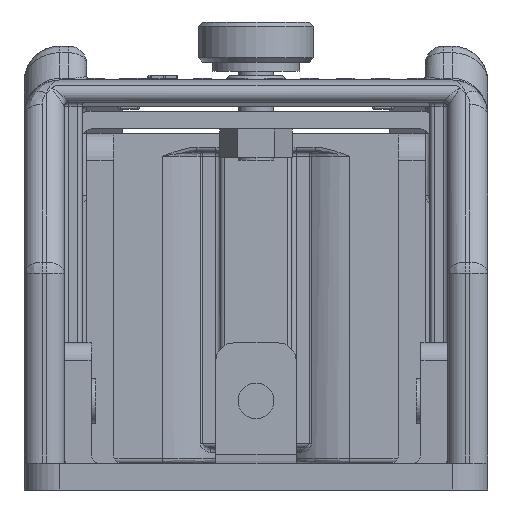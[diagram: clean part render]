
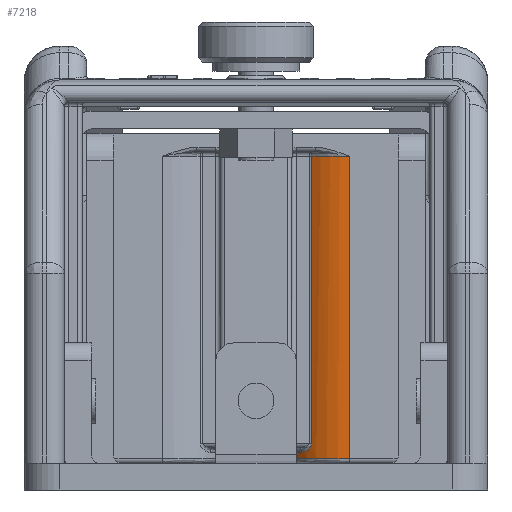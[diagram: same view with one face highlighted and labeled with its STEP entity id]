
A CAD part, front view. The second image highlights one B-rep face of the part: STEP entity #7218.
In plain terms, the highlighted cylindrical face has radius 7.5 mm (diameter 15 mm), a partial arc.
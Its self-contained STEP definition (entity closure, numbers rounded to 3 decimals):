
#1020 = CARTESIAN_POINT ( 'NONE',  ( 5.537, -13.723, 4.332 ) ) ;
#1854 = CARTESIAN_POINT ( 'NONE',  ( 5.509, -13.698, 4.321 ) ) ;
#2146 = CARTESIAN_POINT ( 'NONE',  ( 6.207, -14.249, 4.965 ) ) ;
#2613 = CARTESIAN_POINT ( 'NONE',  ( 3., -8.1, 3.5 ) ) ;
#4734 = VECTOR ( 'NONE', #45821, 1000. ) ;
#5207 = CARTESIAN_POINT ( 'NONE',  ( 5.144, -13.35, 4.25 ) ) ;
#7218 = ADVANCED_FACE ( 'NONE', ( #7265 ), #24276, .T. ) ;
#7265 = FACE_OUTER_BOUND ( 'NONE', #50456, .T. ) ;
#9941 = CARTESIAN_POINT ( 'NONE',  ( 5.707, -13.869, 4.415 ) ) ;
#10058 = CIRCLE ( 'NONE', #53748, 7.5 ) ;
#12113 = AXIS2_PLACEMENT_3D ( 'NONE', #35251, #53380, #23202 ) ;
#12437 = DIRECTION ( 'NONE',  ( 0., 0., 1. ) ) ;
#13792 = VERTEX_POINT ( 'NONE', #30476 ) ;
#14151 = VECTOR ( 'NONE', #37655, 1000. ) ;
#14688 = CARTESIAN_POINT ( 'NONE',  ( 6.024, -14.118, 4.673 ) ) ;
#14963 = CARTESIAN_POINT ( 'NONE',  ( 6.135, -14.199, 4.825 ) ) ;
#15907 = DIRECTION ( 'NONE',  ( -1., 0., 0. ) ) ;
#18397 = CARTESIAN_POINT ( 'NONE',  ( 10.5, -15.6, 21.75 ) ) ;
#18507 = DIRECTION ( 'NONE',  ( 0., -1., 0. ) ) ;
#18720 = VERTEX_POINT ( 'NONE', #50469 ) ;
#19672 = CARTESIAN_POINT ( 'NONE',  ( 10.5, -8.1, 3.5 ) ) ;
#19800 = EDGE_CURVE ( 'NONE', #29794, #50231, #48688, .T. ) ;
#22148 = VERTEX_POINT ( 'NONE', #2613 ) ;
#22331 = EDGE_CURVE ( 'NONE', #18720, #13792, #38582, .T. ) ;
#23044 = CARTESIAN_POINT ( 'NONE',  ( 5.762, -13.914, 4.449 ) ) ;
#23202 = DIRECTION ( 'NONE',  ( 0., -1., 0. ) ) ;
#23440 = ORIENTED_EDGE ( 'NONE', *, *, #26317, .T. ) ;
#23603 = CARTESIAN_POINT ( 'NONE',  ( 6.262, -14.288, 5.25 ) ) ;
#23871 = CARTESIAN_POINT ( 'NONE',  ( 6.258, -14.285, 5.165 ) ) ;
#24276 = CYLINDRICAL_SURFACE ( 'NONE', #48465, 7.5 ) ;
#24409 = DIRECTION ( 'NONE',  ( 0., 0., -1. ) ) ;
#26317 = EDGE_CURVE ( 'NONE', #29794, #22148, #28191, .T. ) ;
#27526 = CARTESIAN_POINT ( 'NONE',  ( 5.424, -13.621, 4.291 ) ) ;
#28191 = LINE ( 'NONE', #45229, #14151 ) ;
#28326 = DIRECTION ( 'NONE',  ( 0., -1., 0. ) ) ;
#28342 = CARTESIAN_POINT ( 'NONE',  ( 6.262, -14.288, 37.448 ) ) ;
#29279 = VERTEX_POINT ( 'NONE', #38336 ) ;
#29608 = CARTESIAN_POINT ( 'NONE',  ( 6.262, -14.287, 20.474 ) ) ;
#29794 = VERTEX_POINT ( 'NONE', #49143 ) ;
#29901 = LINE ( 'NONE', #29608, #4734 ) ;
#30291 = ORIENTED_EDGE ( 'NONE', *, *, #22331, .T. ) ;
#30309 = ORIENTED_EDGE ( 'NONE', *, *, #39818, .F. ) ;
#30323 = EDGE_CURVE ( 'NONE', #18720, #22148, #10058, .T. ) ;
#30476 = CARTESIAN_POINT ( 'NONE',  ( 10.5, -15.6, 37.448 ) ) ;
#31157 = CARTESIAN_POINT ( 'NONE',  ( 5.367, -13.569, 4.276 ) ) ;
#31719 = CARTESIAN_POINT ( 'NONE',  ( 6.072, -14.153, 4.73 ) ) ;
#32545 = CARTESIAN_POINT ( 'NONE',  ( 6.233, -14.268, 5.043 ) ) ;
#35251 = CARTESIAN_POINT ( 'NONE',  ( 10.5, -8.1, 4.25 ) ) ;
#35445 = ORIENTED_EDGE ( 'NONE', *, *, #47800, .F. ) ;
#37056 = CIRCLE ( 'NONE', #43315, 7.5 ) ;
#37326 = ORIENTED_EDGE ( 'NONE', *, *, #37644, .F. ) ;
#37644 = EDGE_CURVE ( 'NONE', #39826, #13792, #37056, .T. ) ;
#37655 = DIRECTION ( 'NONE',  ( 0., 0., -1. ) ) ;
#37860 = CARTESIAN_POINT ( 'NONE',  ( 10.5, -8.1, 37.448 ) ) ;
#38020 = DIRECTION ( 'NONE',  ( 0., 0., 1. ) ) ;
#38336 = CARTESIAN_POINT ( 'NONE',  ( 6.262, -14.288, 5.25 ) ) ;
#38582 = LINE ( 'NONE', #18397, #51447 ) ;
#39253 = CARTESIAN_POINT ( 'NONE',  ( 5.199, -13.407, 4.25 ) ) ;
#39818 = EDGE_CURVE ( 'NONE', #50231, #29279, #55108, .T. ) ;
#39822 = CARTESIAN_POINT ( 'NONE',  ( 5.923, -14.042, 4.572 ) ) ;
#39826 = VERTEX_POINT ( 'NONE', #28342 ) ;
#40368 = CARTESIAN_POINT ( 'NONE',  ( 5.255, -13.462, 4.255 ) ) ;
#40806 = ORIENTED_EDGE ( 'NONE', *, *, #30323, .F. ) ;
#41327 = DIRECTION ( 'NONE',  ( 0., 0., -1. ) ) ;
#42348 = CARTESIAN_POINT ( 'NONE',  ( 5.144, -13.35, 4.25 ) ) ;
#43315 = AXIS2_PLACEMENT_3D ( 'NONE', #37860, #12437, #18507 ) ;
#44277 = CARTESIAN_POINT ( 'NONE',  ( 5.594, -13.773, 4.357 ) ) ;
#44550 = CARTESIAN_POINT ( 'NONE',  ( 6.191, -14.238, 4.929 ) ) ;
#45229 = CARTESIAN_POINT ( 'NONE',  ( 3., -8.1, 37.448 ) ) ;
#45636 = ORIENTED_EDGE ( 'NONE', *, *, #19800, .F. ) ;
#45643 = CARTESIAN_POINT ( 'NONE',  ( 6.244, -14.275, 5.083 ) ) ;
#45821 = DIRECTION ( 'NONE',  ( 0., 0., 1. ) ) ;
#47800 = EDGE_CURVE ( 'NONE', #29279, #39826, #29901, .T. ) ;
#48185 = CARTESIAN_POINT ( 'NONE',  ( 5.622, -13.797, 4.371 ) ) ;
#48465 = AXIS2_PLACEMENT_3D ( 'NONE', #49974, #41327, #15907 ) ;
#48688 = CIRCLE ( 'NONE', #12113, 7.5 ) ;
#48749 = CARTESIAN_POINT ( 'NONE',  ( 6.155, -14.213, 4.858 ) ) ;
#49143 = CARTESIAN_POINT ( 'NONE',  ( 3., -8.1, 4.25 ) ) ;
#49574 = CARTESIAN_POINT ( 'NONE',  ( 6.262, -14.288, 5.207 ) ) ;
#49974 = CARTESIAN_POINT ( 'NONE',  ( 10.5, -8.1, 37.448 ) ) ;
#50231 = VERTEX_POINT ( 'NONE', #42348 ) ;
#50456 = EDGE_LOOP ( 'NONE', ( #45636, #23440, #40806, #30291, #37326, #35445, #30309 ) ) ;
#50469 = CARTESIAN_POINT ( 'NONE',  ( 10.5, -15.6, 3.5 ) ) ;
#51447 = VECTOR ( 'NONE', #38020, 1000. ) ;
#52962 = CARTESIAN_POINT ( 'NONE',  ( 5.87, -14.001, 4.528 ) ) ;
#53380 = DIRECTION ( 'NONE',  ( 0., 0., 1. ) ) ;
#53748 = AXIS2_PLACEMENT_3D ( 'NONE', #19672, #24409, #28326 ) ;
#55108 = B_SPLINE_CURVE_WITH_KNOTS ( 'NONE', 3,
 ( #5207, #39253, #40368, #31157, #27526, #1854, #1020, #44277, #48185, #9941, #23044, #52962, #39822, #14688, #31719, #14963, #48749, #44550, #2146, #32545, #45643, #23871, #49574, #23603 ),
 .UNSPECIFIED., .F., .F.,
 ( 4, 2, 2, 2, 2, 2, 2, 2, 2, 2, 2, 4 ),
 ( 0., 0.125, 0.25, 0.313, 0.375, 0.5, 0.625, 0.75, 0.813, 0.875, 0.938, 1. ),
 .UNSPECIFIED. ) ;
